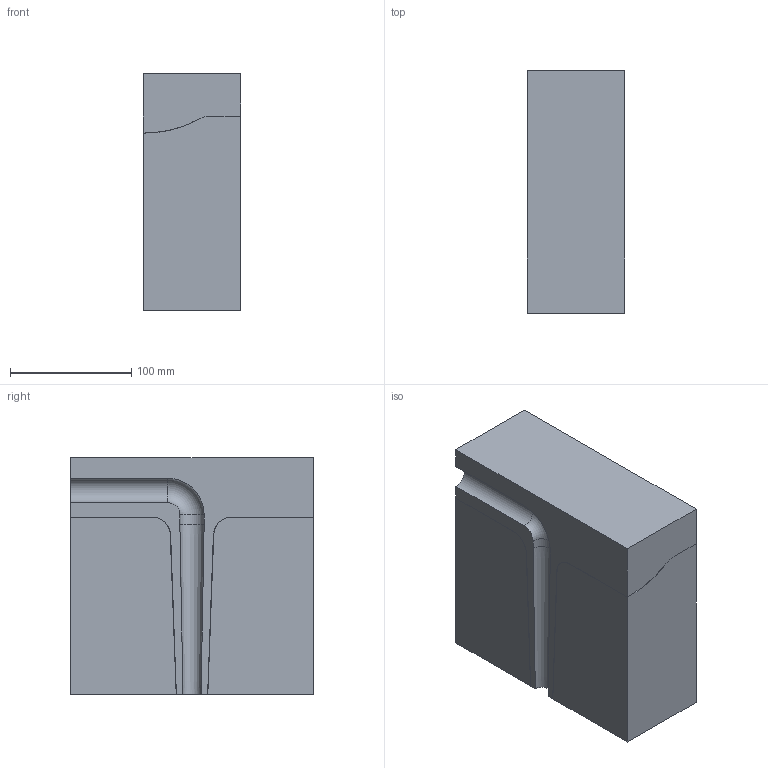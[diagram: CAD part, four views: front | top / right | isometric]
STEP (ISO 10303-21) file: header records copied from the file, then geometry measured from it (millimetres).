
FILE_DESCRIPTION(/* description */ (''),/* implementation_level */ '2;1');
FILE_NAME(/* name */ 'Brain-PVS-half.stp',/* time_stamp */ '2021-07-19T11:05:42-04:00',/* author */ ('hartb'),/* organization */ (''),/* preprocessor_version */ 'ST-DEVELOPER v18.1',/* originating_system */ 'Autodesk Inventor 2022',/* authorisation */ '');
FILE_SCHEMA (('AUTOMOTIVE_DESIGN { 1 0 10303 214 3 1 1 }'));
Length unit declared in the file: millimetre
Products named in the file (3): Brain-PVS-half.stp; Brain_half; PVS_half
Assembly tree (2 placements, depth 2):
  Brain-PVS-half.stp
    Brain_half
    PVS_half
Bounding box: 80 x 200 x 195 mm (x, y, z)
Volume: 3082649.8 mm3; surface area: 189548.2 mm2
Topology: 2 solids, 2 shells, 28 faces, 72 edges, 48 vertices
Faces by surface type: plane 15, bspline 5, cylinder 4, cone 3, torus 1
Entity records: 1191 total; most frequent: CARTESIAN_POINT 395, ORIENTED_EDGE 144, DIRECTION 138, EDGE_CURVE 72, VERTEX_POINT 48, AXIS2_PLACEMENT_3D 47, LINE 44, VECTOR 44
